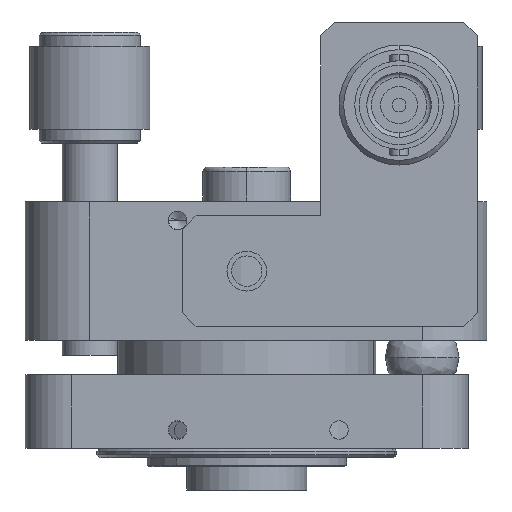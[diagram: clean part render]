
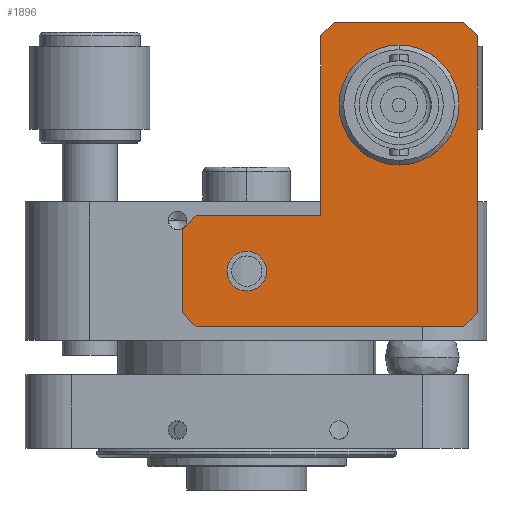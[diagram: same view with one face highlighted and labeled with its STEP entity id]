
A CAD part, front view. The second image highlights one B-rep face of the part: STEP entity #1896.
In plain terms, the highlighted planar face has unit normal (0, -1, 0).
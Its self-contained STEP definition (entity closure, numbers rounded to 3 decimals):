
#35 = PLANE ( 'NONE',  #9743 ) ;
#444 = LINE ( 'NONE', #8355, #9291 ) ;
#648 = CARTESIAN_POINT ( 'NONE',  ( 5.039, -33.57, 56.214 ) ) ;
#689 = VERTEX_POINT ( 'NONE', #6076 ) ;
#770 = VECTOR ( 'NONE', #9195, 1000. ) ;
#1071 = DIRECTION ( 'NONE',  ( 0., 1., 0. ) ) ;
#1110 = VERTEX_POINT ( 'NONE', #4531 ) ;
#1238 = DIRECTION ( 'NONE',  ( 0.707, 0., -0.707 ) ) ;
#1406 = LINE ( 'NONE', #9211, #9774 ) ;
#1532 = VERTEX_POINT ( 'NONE', #2894 ) ;
#1782 = EDGE_CURVE ( 'NONE', #3676, #1532, #4039, .T. ) ;
#1807 = CARTESIAN_POINT ( 'NONE',  ( -9.961, -33.57, 44.214 ) ) ;
#1848 = EDGE_CURVE ( 'NONE', #9497, #2686, #9932, .T. ) ;
#1865 = ORIENTED_EDGE ( 'NONE', *, *, #1848, .F. ) ;
#1896 = ADVANCED_FACE ( 'NONE', ( #6604, #3158, #2657 ), #35, .F. ) ;
#1936 = VECTOR ( 'NONE', #5418, 1000. ) ;
#2193 = EDGE_LOOP ( 'NONE', ( #6480, #8036 ) ) ;
#2281 = VECTOR ( 'NONE', #4593, 1000. ) ;
#2362 = EDGE_CURVE ( 'NONE', #9853, #8989, #5608, .T. ) ;
#2434 = VECTOR ( 'NONE', #8110, 1000. ) ;
#2486 = VERTEX_POINT ( 'NONE', #5236 ) ;
#2550 = ORIENTED_EDGE ( 'NONE', *, *, #5545, .T. ) ;
#2615 = ORIENTED_EDGE ( 'NONE', *, *, #3362, .F. ) ;
#2620 = DIRECTION ( 'NONE',  ( 0., -1., 0. ) ) ;
#2647 = ORIENTED_EDGE ( 'NONE', *, *, #6329, .T. ) ;
#2657 = FACE_BOUND ( 'NONE', #2193, .T. ) ;
#2686 = VERTEX_POINT ( 'NONE', #5452 ) ;
#2796 = ORIENTED_EDGE ( 'NONE', *, *, #5536, .T. ) ;
#2894 = CARTESIAN_POINT ( 'NONE',  ( 20.539, -33.57, 44.214 ) ) ;
#2945 = ORIENTED_EDGE ( 'NONE', *, *, #6776, .T. ) ;
#2994 = CARTESIAN_POINT ( 'NONE',  ( 20.539, -33.57, 77.214 ) ) ;
#3024 = CARTESIAN_POINT ( 'NONE',  ( 22.039, -33.57, 44.214 ) ) ;
#3032 = VERTEX_POINT ( 'NONE', #6215 ) ;
#3080 = EDGE_CURVE ( 'NONE', #8159, #6332, #7865, .T. ) ;
#3158 = FACE_BOUND ( 'NONE', #9066, .T. ) ;
#3225 = EDGE_CURVE ( 'NONE', #1532, #1110, #3929, .T. ) ;
#3362 = EDGE_CURVE ( 'NONE', #2686, #9497, #10030, .T. ) ;
#3389 = LINE ( 'NONE', #9821, #5254 ) ;
#3646 = VERTEX_POINT ( 'NONE', #4006 ) ;
#3660 = DIRECTION ( 'NONE',  ( 0., -1., 0. ) ) ;
#3676 = VERTEX_POINT ( 'NONE', #9511 ) ;
#3715 = DIRECTION ( 'NONE',  ( 0., 0., -1. ) ) ;
#3771 = CARTESIAN_POINT ( 'NONE',  ( -0.811, -33.57, 50.214 ) ) ;
#3929 = LINE ( 'NONE', #4914, #2434 ) ;
#4006 = CARTESIAN_POINT ( 'NONE',  ( 5.039, -33.57, 56.214 ) ) ;
#4039 = LINE ( 'NONE', #3024, #1936 ) ;
#4144 = VECTOR ( 'NONE', #3715, 1000. ) ;
#4167 = CARTESIAN_POINT ( 'NONE',  ( 18.539, -33.57, 68.214 ) ) ;
#4280 = DIRECTION ( 'NONE',  ( -1., 0., 0. ) ) ;
#4336 = CARTESIAN_POINT ( 'NONE',  ( -2.961, -33.57, 50.214 ) ) ;
#4464 = DIRECTION ( 'NONE',  ( 1., 0., 0. ) ) ;
#4531 = CARTESIAN_POINT ( 'NONE',  ( 22.039, -33.57, 45.714 ) ) ;
#4593 = DIRECTION ( 'NONE',  ( -0.707, 0., 0.707 ) ) ;
#4658 = VERTEX_POINT ( 'NONE', #6403 ) ;
#4688 = EDGE_LOOP ( 'NONE', ( #5610, #5414, #2796, #8630, #4834, #2647, #2945, #7925, #9369, #7346, #2550 ) ) ;
#4834 = ORIENTED_EDGE ( 'NONE', *, *, #2362, .T. ) ;
#4877 = AXIS2_PLACEMENT_3D ( 'NONE', #9163, #3660, #4464 ) ;
#4914 = CARTESIAN_POINT ( 'NONE',  ( 22.039, -33.57, 45.714 ) ) ;
#4955 = CARTESIAN_POINT ( 'NONE',  ( -9.961, -33.57, 54.714 ) ) ;
#5236 = CARTESIAN_POINT ( 'NONE',  ( -9.961, -33.57, 45.714 ) ) ;
#5254 = VECTOR ( 'NONE', #9064, 1000. ) ;
#5414 = ORIENTED_EDGE ( 'NONE', *, *, #6517, .T. ) ;
#5418 = DIRECTION ( 'NONE',  ( 1., 0., 0. ) ) ;
#5452 = CARTESIAN_POINT ( 'NONE',  ( -5.111, -33.57, 50.214 ) ) ;
#5536 = EDGE_CURVE ( 'NONE', #689, #3646, #10169, .T. ) ;
#5545 = EDGE_CURVE ( 'NONE', #4658, #3032, #5985, .T. ) ;
#5608 = LINE ( 'NONE', #4955, #7698 ) ;
#5610 = ORIENTED_EDGE ( 'NONE', *, *, #7216, .T. ) ;
#5664 = DIRECTION ( 'NONE',  ( 0., 0., -1. ) ) ;
#5985 = LINE ( 'NONE', #2994, #2281 ) ;
#6076 = CARTESIAN_POINT ( 'NONE',  ( 5.039, -33.57, 75.714 ) ) ;
#6215 = CARTESIAN_POINT ( 'NONE',  ( 20.539, -33.57, 77.214 ) ) ;
#6241 = AXIS2_PLACEMENT_3D ( 'NONE', #6400, #7189, #8761 ) ;
#6329 = EDGE_CURVE ( 'NONE', #8989, #2486, #7686, .T. ) ;
#6332 = VERTEX_POINT ( 'NONE', #4167 ) ;
#6400 = CARTESIAN_POINT ( 'NONE',  ( -2.961, -33.57, 50.214 ) ) ;
#6403 = CARTESIAN_POINT ( 'NONE',  ( 22.039, -33.57, 75.714 ) ) ;
#6480 = ORIENTED_EDGE ( 'NONE', *, *, #3080, .F. ) ;
#6517 = EDGE_CURVE ( 'NONE', #7863, #689, #3389, .T. ) ;
#6604 = FACE_OUTER_BOUND ( 'NONE', #4688, .T. ) ;
#6776 = EDGE_CURVE ( 'NONE', #2486, #3676, #444, .T. ) ;
#6985 = AXIS2_PLACEMENT_3D ( 'NONE', #4336, #2620, #9787 ) ;
#7189 = DIRECTION ( 'NONE',  ( 0., -1., 0. ) ) ;
#7216 = EDGE_CURVE ( 'NONE', #3032, #7863, #1406, .T. ) ;
#7324 = VECTOR ( 'NONE', #5664, 1000. ) ;
#7346 = ORIENTED_EDGE ( 'NONE', *, *, #9879, .T. ) ;
#7608 = CARTESIAN_POINT ( 'NONE',  ( 22.039, -33.57, 77.214 ) ) ;
#7644 = LINE ( 'NONE', #7608, #770 ) ;
#7686 = LINE ( 'NONE', #1807, #7324 ) ;
#7698 = VECTOR ( 'NONE', #9736, 1000. ) ;
#7863 = VERTEX_POINT ( 'NONE', #7919 ) ;
#7865 = CIRCLE ( 'NONE', #9435, 5. ) ;
#7915 = CARTESIAN_POINT ( 'NONE',  ( 22.039, -33.57, 44.214 ) ) ;
#7919 = CARTESIAN_POINT ( 'NONE',  ( 6.539, -33.57, 77.214 ) ) ;
#7925 = ORIENTED_EDGE ( 'NONE', *, *, #1782, .T. ) ;
#8035 = LINE ( 'NONE', #8144, #8515 ) ;
#8036 = ORIENTED_EDGE ( 'NONE', *, *, #9880, .F. ) ;
#8110 = DIRECTION ( 'NONE',  ( 0.707, 0., 0.707 ) ) ;
#8144 = CARTESIAN_POINT ( 'NONE',  ( -9.961, -33.57, 56.214 ) ) ;
#8159 = VERTEX_POINT ( 'NONE', #9359 ) ;
#8355 = CARTESIAN_POINT ( 'NONE',  ( -8.461, -33.57, 44.214 ) ) ;
#8404 = CARTESIAN_POINT ( 'NONE',  ( -8.461, -33.57, 56.214 ) ) ;
#8515 = VECTOR ( 'NONE', #8830, 1000. ) ;
#8584 = DIRECTION ( 'NONE',  ( 1., 0., 0. ) ) ;
#8630 = ORIENTED_EDGE ( 'NONE', *, *, #9196, .T. ) ;
#8761 = DIRECTION ( 'NONE',  ( 1., 0., 0. ) ) ;
#8830 = DIRECTION ( 'NONE',  ( -1., 0., 0. ) ) ;
#8873 = CIRCLE ( 'NONE', #4877, 5. ) ;
#8989 = VERTEX_POINT ( 'NONE', #9046 ) ;
#9046 = CARTESIAN_POINT ( 'NONE',  ( -9.961, -33.57, 54.714 ) ) ;
#9064 = DIRECTION ( 'NONE',  ( -0.707, 0., -0.707 ) ) ;
#9066 = EDGE_LOOP ( 'NONE', ( #2615, #1865 ) ) ;
#9163 = CARTESIAN_POINT ( 'NONE',  ( 13.539, -33.57, 68.214 ) ) ;
#9195 = DIRECTION ( 'NONE',  ( 0., 0., 1. ) ) ;
#9196 = EDGE_CURVE ( 'NONE', #3646, #9853, #8035, .T. ) ;
#9211 = CARTESIAN_POINT ( 'NONE',  ( 5.039, -33.57, 77.214 ) ) ;
#9291 = VECTOR ( 'NONE', #1238, 1000. ) ;
#9359 = CARTESIAN_POINT ( 'NONE',  ( 8.539, -33.57, 68.214 ) ) ;
#9369 = ORIENTED_EDGE ( 'NONE', *, *, #3225, .T. ) ;
#9424 = DIRECTION ( 'NONE',  ( 0., -1., 0. ) ) ;
#9435 = AXIS2_PLACEMENT_3D ( 'NONE', #9526, #9424, #8584 ) ;
#9497 = VERTEX_POINT ( 'NONE', #3771 ) ;
#9511 = CARTESIAN_POINT ( 'NONE',  ( -8.461, -33.57, 44.214 ) ) ;
#9526 = CARTESIAN_POINT ( 'NONE',  ( 13.539, -33.57, 68.214 ) ) ;
#9736 = DIRECTION ( 'NONE',  ( -0.707, 0., -0.707 ) ) ;
#9743 = AXIS2_PLACEMENT_3D ( 'NONE', #7915, #1071, #4280 ) ;
#9774 = VECTOR ( 'NONE', #9897, 1000. ) ;
#9787 = DIRECTION ( 'NONE',  ( 1., 0., 0. ) ) ;
#9821 = CARTESIAN_POINT ( 'NONE',  ( 5.039, -33.57, 75.714 ) ) ;
#9853 = VERTEX_POINT ( 'NONE', #8404 ) ;
#9879 = EDGE_CURVE ( 'NONE', #1110, #4658, #7644, .T. ) ;
#9880 = EDGE_CURVE ( 'NONE', #6332, #8159, #8873, .T. ) ;
#9897 = DIRECTION ( 'NONE',  ( -1., 0., 0. ) ) ;
#9932 = CIRCLE ( 'NONE', #6241, 2.15 ) ;
#10030 = CIRCLE ( 'NONE', #6985, 2.15 ) ;
#10169 = LINE ( 'NONE', #648, #4144 ) ;
